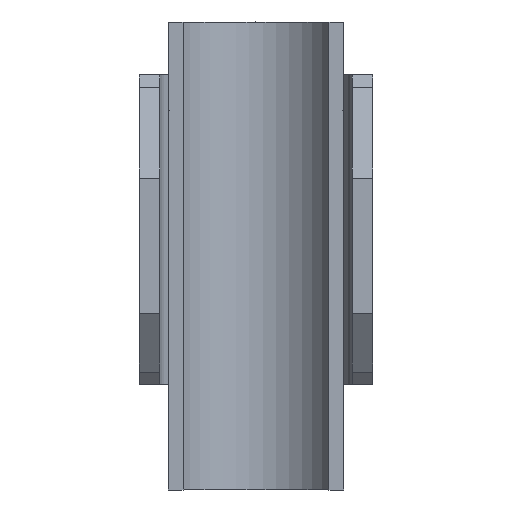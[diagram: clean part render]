
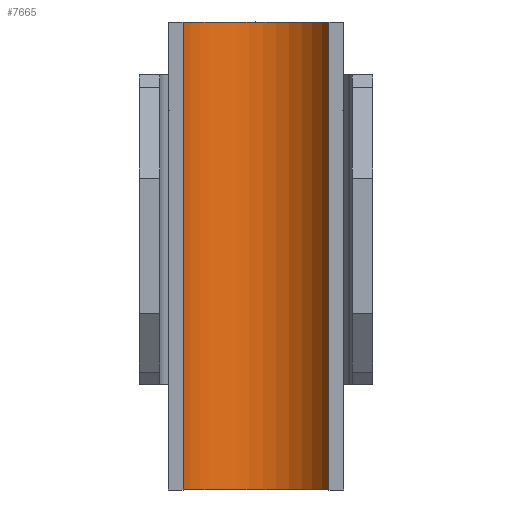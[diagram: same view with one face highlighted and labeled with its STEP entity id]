
A CAD part, front view. The second image highlights one B-rep face of the part: STEP entity #7665.
In plain terms, the highlighted cylindrical face has radius 6 mm (diameter 12 mm), a partial arc.
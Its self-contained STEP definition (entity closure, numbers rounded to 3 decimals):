
#432 = EDGE_CURVE ( 'NONE', #9519, #2344, #2889, .T. ) ;
#514 = EDGE_LOOP ( 'NONE', ( #6116, #6092, #8564, #7895 ) ) ;
#556 = LINE ( 'NONE', #2001, #4174 ) ;
#621 = DIRECTION ( 'NONE',  ( 1., 0., 0. ) ) ;
#1378 = DIRECTION ( 'NONE',  ( -1., 0., 0. ) ) ;
#1523 = DIRECTION ( 'NONE',  ( 0., 0., -1. ) ) ;
#1581 = EDGE_CURVE ( 'NONE', #2887, #9519, #3796, .T. ) ;
#1821 = AXIS2_PLACEMENT_3D ( 'NONE', #8181, #1523, #1378 ) ;
#1869 = CARTESIAN_POINT ( 'NONE',  ( -5.307, -3.2, 17. ) ) ;
#2001 = CARTESIAN_POINT ( 'NONE',  ( -5.307, -3.2, 17. ) ) ;
#2127 = DIRECTION ( 'NONE',  ( 0., 0., -1. ) ) ;
#2172 = CARTESIAN_POINT ( 'NONE',  ( 0., -6., 17. ) ) ;
#2225 = AXIS2_PLACEMENT_3D ( 'NONE', #2172, #2127, #621 ) ;
#2344 = VERTEX_POINT ( 'NONE', #2945 ) ;
#2771 = DIRECTION ( 'NONE',  ( 0., 0., -1. ) ) ;
#2887 = VERTEX_POINT ( 'NONE', #1869 ) ;
#2889 = LINE ( 'NONE', #7504, #5691 ) ;
#2945 = CARTESIAN_POINT ( 'NONE',  ( 5.307, -3.2, -17. ) ) ;
#3133 = CARTESIAN_POINT ( 'NONE',  ( -5.307, -3.2, -17. ) ) ;
#3560 = CARTESIAN_POINT ( 'NONE',  ( 0., -6., -17. ) ) ;
#3586 = DIRECTION ( 'NONE',  ( 0., 0., -1. ) ) ;
#3796 = CIRCLE ( 'NONE', #2225, 6. ) ;
#3833 = CIRCLE ( 'NONE', #7817, 6. ) ;
#4174 = VECTOR ( 'NONE', #3586, 1000. ) ;
#4516 = DIRECTION ( 'NONE',  ( 0., 0., -1. ) ) ;
#5293 = EDGE_CURVE ( 'NONE', #6008, #2344, #3833, .T. ) ;
#5691 = VECTOR ( 'NONE', #4516, 1000. ) ;
#5885 = CYLINDRICAL_SURFACE ( 'NONE', #1821, 6. ) ;
#6008 = VERTEX_POINT ( 'NONE', #3133 ) ;
#6092 = ORIENTED_EDGE ( 'NONE', *, *, #432, .F. ) ;
#6116 = ORIENTED_EDGE ( 'NONE', *, *, #5293, .T. ) ;
#7240 = EDGE_CURVE ( 'NONE', #2887, #6008, #556, .T. ) ;
#7435 = FACE_OUTER_BOUND ( 'NONE', #514, .T. ) ;
#7504 = CARTESIAN_POINT ( 'NONE',  ( 5.307, -3.2, 17. ) ) ;
#7665 = ADVANCED_FACE ( 'NONE', ( #7435 ), #5885, .F. ) ;
#7802 = CARTESIAN_POINT ( 'NONE',  ( 5.307, -3.2, 17. ) ) ;
#7817 = AXIS2_PLACEMENT_3D ( 'NONE', #3560, #2771, #8807 ) ;
#7895 = ORIENTED_EDGE ( 'NONE', *, *, #7240, .T. ) ;
#8181 = CARTESIAN_POINT ( 'NONE',  ( 0., -6., 17. ) ) ;
#8564 = ORIENTED_EDGE ( 'NONE', *, *, #1581, .F. ) ;
#8807 = DIRECTION ( 'NONE',  ( 1., 0., 0. ) ) ;
#9519 = VERTEX_POINT ( 'NONE', #7802 ) ;
